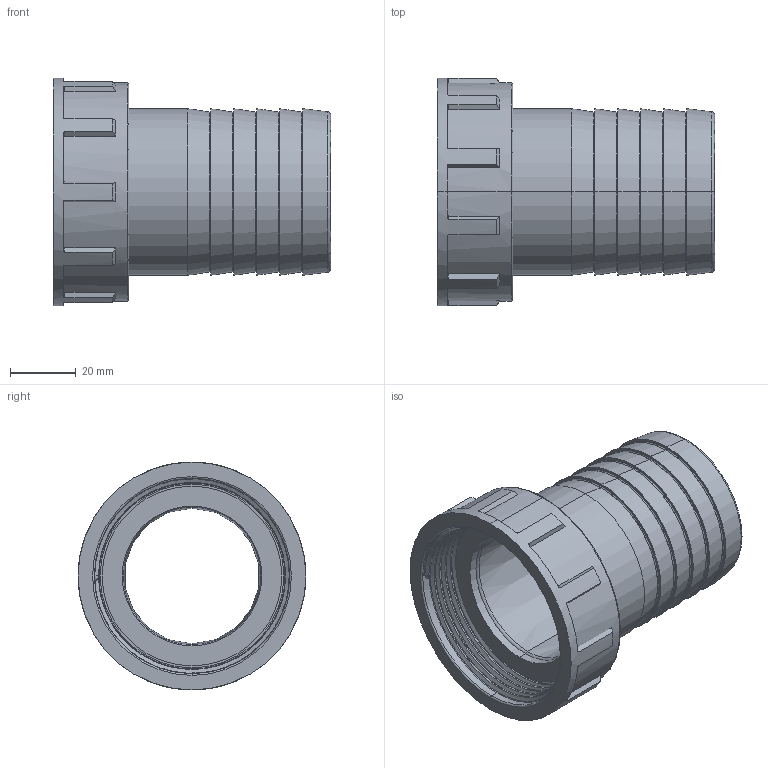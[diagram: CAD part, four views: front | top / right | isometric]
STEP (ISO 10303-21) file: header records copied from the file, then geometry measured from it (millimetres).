
FILE_DESCRIPTION (( 'STEP AP203' ), '1' );
FILE_NAME ('00120_1550.STEP', '2017-05-10T13:59:23', ( '' ), ( '' ), 'SwSTEP 2.0', 'SolidWorks 2011', '' );
FILE_SCHEMA (( 'CONFIG_CONTROL_DESIGN' ));
Length unit declared in the file: millimetre
Products named in the file (4): 00120_1550; 00125_1515; 00122_1515; 00123_1550
Assembly tree (3 placements, depth 2):
  00120_1550
    00125_1515
    00122_1515
    00123_1550
Bounding box: 84.5 x 69.5 x 69.5 mm (x, y, z)
Volume: 69460.9 mm3; surface area: 40055.6 mm2
Topology: 3 solids, 3 shells, 179 faces, 506 edges, 337 vertices
Faces by surface type: plane 63, cylinder 50, torus 35, cone 26, bspline 5
Entity records: 10029 total; most frequent: CARTESIAN_POINT 5043, ORIENTED_EDGE 1006, DIRECTION 959, EDGE_CURVE 503, AXIS2_PLACEMENT_3D 387, VERTEX_POINT 337, CIRCLE 207, EDGE_LOOP 192
